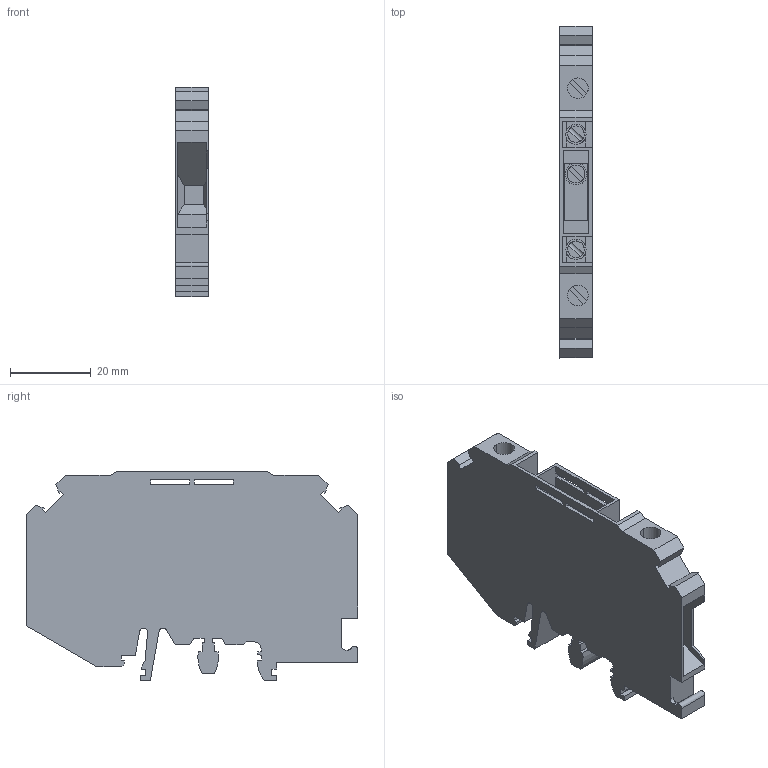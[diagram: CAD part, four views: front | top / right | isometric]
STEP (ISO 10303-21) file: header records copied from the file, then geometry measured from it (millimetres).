
FILE_DESCRIPTION(('Creo Elements/Direct Modeling STEP Export'),'2;1');
FILE_NAME('model.stp','2020-07-30T 0:10:40',(''),(''),'Creo Elements/Direct Modeling STEP processor for AP214 (Solid Model)','Creo Elements/Direct Modeling 20.1A 29-Sep-2018 (C) Parametric Technology GmbH','');
FILE_SCHEMA(('AUTOMOTIVE_DESIGN { 1 0 10303 214 1 1 1 1 }'));
Length unit declared in the file: millimetre
Products named in the file (2): USST_6-T_SB-P-select
Assembly tree (1 placements, depth 2):
  USST_6-T_SB-P-select
    USST_6-T_SB-P-select
Bounding box: 8.15 x 82 x 51.8 mm (x, y, z)
Volume: 22477.4 mm3; surface area: 13439.9 mm2
Topology: 1 solids, 1 shells, 205 faces, 597 edges, 397 vertices
Faces by surface type: plane 178, cylinder 27
Entity records: 8836 total; most frequent: CARTESIAN_POINT 1925, ORIENTED_EDGE 1194, DIRECTION 955, EDGE_CURVE 597, VECTOR 485, LINE 485, VERTEX_POINT 397, AXIS2_PLACEMENT_3D 235
